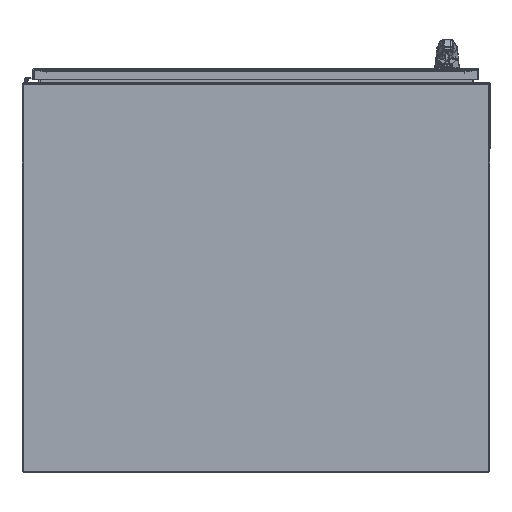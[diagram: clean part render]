
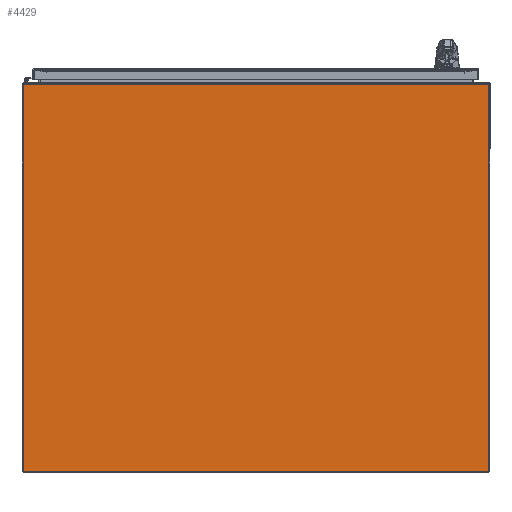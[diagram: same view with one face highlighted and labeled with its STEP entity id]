
A CAD part, front view. The second image highlights one B-rep face of the part: STEP entity #4429.
In plain terms, the highlighted planar face has unit normal (0, -1, 0).
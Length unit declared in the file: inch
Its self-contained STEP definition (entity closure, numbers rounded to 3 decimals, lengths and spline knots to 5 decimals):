
#3922 = DIRECTION ( 'NONE',  ( 0., 0., 1. ) ) ;
#4429 = ADVANCED_FACE ( 'NONE', ( #53292 ), #119473, .F. ) ;
#4940 = CARTESIAN_POINT ( 'NONE',  ( -3.16114, -22.81038, 13.97152 ) ) ;
#6572 = DIRECTION ( 'NONE',  ( 1., 0., 0. ) ) ;
#7282 = VERTEX_POINT ( 'NONE', #35061 ) ;
#8485 = EDGE_CURVE ( 'NONE', #56796, #7282, #32762, .T. ) ;
#23835 = EDGE_LOOP ( 'NONE', ( #59849, #104640, #98551, #30317 ) ) ;
#30317 = ORIENTED_EDGE ( 'NONE', *, *, #35523, .F. ) ;
#32762 = LINE ( 'NONE', #59510, #95173 ) ;
#33771 = CARTESIAN_POINT ( 'NONE',  ( 14.80766, -22.81038, 13.97152 ) ) ;
#35061 = CARTESIAN_POINT ( 'NONE',  ( -21.12994, -22.81038, -1.04413 ) ) ;
#35523 = EDGE_CURVE ( 'NONE', #7282, #77691, #91110, .T. ) ;
#43702 = DIRECTION ( 'NONE',  ( 0., 1., 0. ) ) ;
#44707 = LINE ( 'NONE', #60855, #59481 ) ;
#45916 = EDGE_CURVE ( 'NONE', #116392, #56796, #101930, .T. ) ;
#53292 = FACE_OUTER_BOUND ( 'NONE', #23835, .T. ) ;
#56430 = VECTOR ( 'NONE', #91112, 39.37008 ) ;
#56796 = VERTEX_POINT ( 'NONE', #89012 ) ;
#59481 = VECTOR ( 'NONE', #6572, 39.37008 ) ;
#59510 = CARTESIAN_POINT ( 'NONE',  ( -3.16114, -22.81038, -1.04413 ) ) ;
#59849 = ORIENTED_EDGE ( 'NONE', *, *, #8485, .F. ) ;
#60855 = CARTESIAN_POINT ( 'NONE',  ( -3.16114, -22.81038, 28.86222 ) ) ;
#71763 = DIRECTION ( 'NONE',  ( -1., 0., 0. ) ) ;
#76878 = EDGE_CURVE ( 'NONE', #77691, #116392, #44707, .T. ) ;
#77691 = VERTEX_POINT ( 'NONE', #118916 ) ;
#80442 = AXIS2_PLACEMENT_3D ( 'NONE', #4940, #43702, #71763 ) ;
#81541 = CARTESIAN_POINT ( 'NONE',  ( -21.12994, -22.81038, 13.97152 ) ) ;
#89012 = CARTESIAN_POINT ( 'NONE',  ( 14.80766, -22.81038, -1.04413 ) ) ;
#91110 = LINE ( 'NONE', #81541, #117356 ) ;
#91112 = DIRECTION ( 'NONE',  ( 0., 0., -1. ) ) ;
#95173 = VECTOR ( 'NONE', #108524, 39.37008 ) ;
#98551 = ORIENTED_EDGE ( 'NONE', *, *, #76878, .F. ) ;
#101930 = LINE ( 'NONE', #33771, #56430 ) ;
#104640 = ORIENTED_EDGE ( 'NONE', *, *, #45916, .F. ) ;
#105048 = CARTESIAN_POINT ( 'NONE',  ( 14.80766, -22.81038, 28.86222 ) ) ;
#108524 = DIRECTION ( 'NONE',  ( -1., 0., 0. ) ) ;
#116392 = VERTEX_POINT ( 'NONE', #105048 ) ;
#117356 = VECTOR ( 'NONE', #3922, 39.37008 ) ;
#118916 = CARTESIAN_POINT ( 'NONE',  ( -21.12994, -22.81038, 28.86222 ) ) ;
#119473 = PLANE ( 'NONE',  #80442 ) ;
